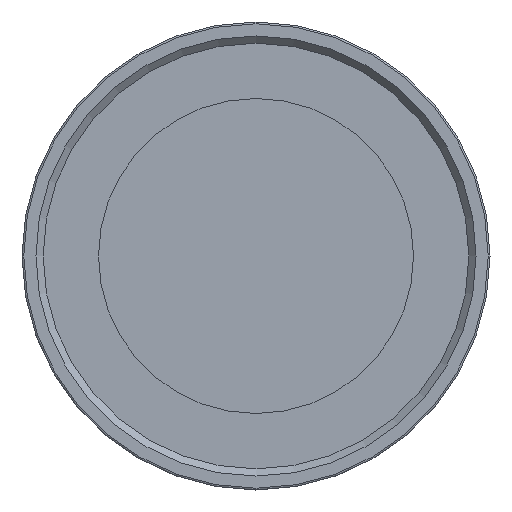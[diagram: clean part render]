
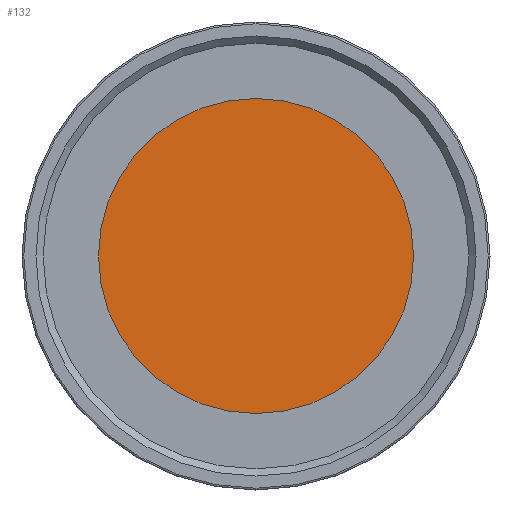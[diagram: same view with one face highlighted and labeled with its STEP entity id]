
A CAD part, front view. The second image highlights one B-rep face of the part: STEP entity #132.
In plain terms, the highlighted planar face has unit normal (0, -1, 0).
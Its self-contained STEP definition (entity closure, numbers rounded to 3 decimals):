
#101=CARTESIAN_POINT('',(-17.5,-60.0,0.));
#102=VERTEX_POINT('',#101);
#103=CARTESIAN_POINT('',(0.0,-60.0,0.0));
#104=DIRECTION('',(0.0,1.0,0.0));
#105=DIRECTION('',(1.0,0.0,0.0));
#106=AXIS2_PLACEMENT_3D('',#103,#104,#105);
#107=CIRCLE('',#106,17.5);
#108=EDGE_CURVE('',#102,#102,#107,.T.);
#124=CARTESIAN_POINT('',(0.0,-60.0,0.0));
#125=DIRECTION('',(0.0,-1.0,0.0));
#126=DIRECTION('',(0.0,0.0,-1.0));
#127=AXIS2_PLACEMENT_3D('',#124,#125,#126);
#128=PLANE('',#127);
#129=ORIENTED_EDGE('',*,*,#108,.F.);
#130=EDGE_LOOP('',(#129));
#131=FACE_OUTER_BOUND('',#130,.T.);
#132=ADVANCED_FACE('',(#131),#128,.T.);
